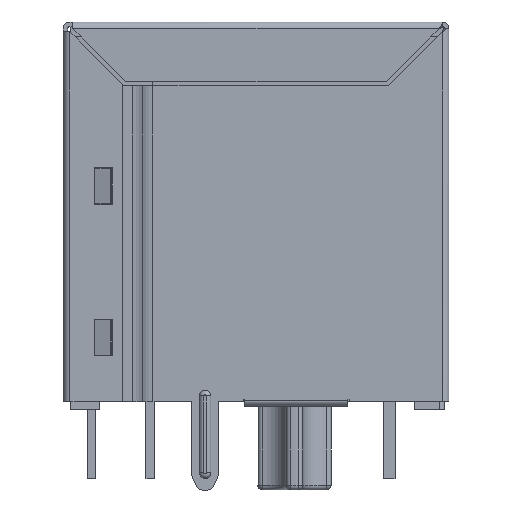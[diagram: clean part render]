
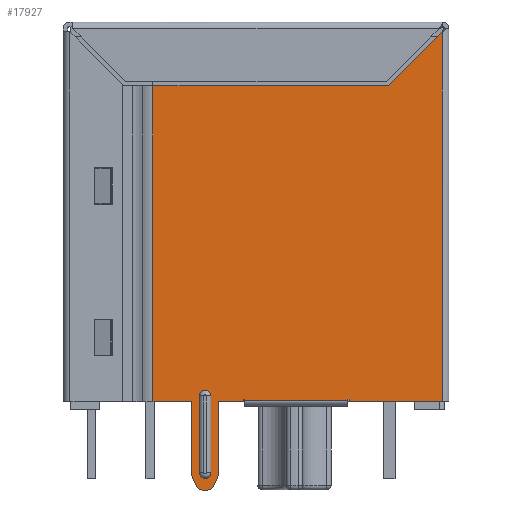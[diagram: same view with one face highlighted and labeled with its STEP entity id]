
A CAD part, left-side view. The second image highlights one B-rep face of the part: STEP entity #17927.
In plain terms, the highlighted planar face has unit normal (-1, 0, 0).
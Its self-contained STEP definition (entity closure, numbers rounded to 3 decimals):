
#596=PLANE('',#18815);
#842=LINE('',#23006,#2193);
#859=LINE('',#23036,#2210);
#863=LINE('',#23045,#2214);
#867=LINE('',#23053,#2218);
#869=LINE('',#23057,#2220);
#1270=LINE('',#25040,#2621);
#1385=LINE('',#25471,#2736);
#1387=LINE('',#25489,#2738);
#1390=LINE('',#25495,#2741);
#1391=LINE('',#25497,#2742);
#1393=LINE('',#25500,#2744);
#1396=LINE('',#25505,#2747);
#1398=LINE('',#25509,#2749);
#1425=LINE('',#25611,#2776);
#1429=LINE('',#25628,#2780);
#1432=LINE('',#25633,#2783);
#1457=LINE('',#25702,#2808);
#1499=LINE('',#25781,#2850);
#1500=LINE('',#25783,#2851);
#1501=LINE('',#25785,#2852);
#1502=LINE('',#25786,#2853);
#2193=VECTOR('',#19455,1000.);
#2210=VECTOR('',#19490,1000.);
#2214=VECTOR('',#19496,1000.);
#2218=VECTOR('',#19502,1000.);
#2220=VECTOR('',#19506,1000.);
#2621=VECTOR('',#20439,1000.);
#2736=VECTOR('',#20766,1000.);
#2738=VECTOR('',#20788,1000.);
#2741=VECTOR('',#20797,1000.);
#2742=VECTOR('',#20800,1000.);
#2744=VECTOR('',#20804,1000.);
#2747=VECTOR('',#20809,1000.);
#2749=VECTOR('',#20813,1000.);
#2776=VECTOR('',#20914,1000.);
#2780=VECTOR('',#20922,1000.);
#2783=VECTOR('',#20927,1000.);
#2808=VECTOR('',#20984,1000.);
#2850=VECTOR('',#21100,1000.);
#2851=VECTOR('',#21103,1000.);
#2852=VECTOR('',#21106,1000.);
#2853=VECTOR('',#21107,1000.);
#5471=ORIENTED_EDGE('',*,*,#8288,.F.);
#5472=ORIENTED_EDGE('',*,*,#7327,.T.);
#5473=ORIENTED_EDGE('',*,*,#8289,.T.);
#5474=ORIENTED_EDGE('',*,*,#7345,.T.);
#5475=ORIENTED_EDGE('',*,*,#7349,.T.);
#5476=ORIENTED_EDGE('',*,*,#8287,.T.);
#5477=ORIENTED_EDGE('',*,*,#8199,.T.);
#5478=ORIENTED_EDGE('',*,*,#8207,.T.);
#5479=ORIENTED_EDGE('',*,*,#8204,.T.);
#5480=ORIENTED_EDGE('',*,*,#7955,.T.);
#5481=ORIENTED_EDGE('',*,*,#8240,.T.);
#5482=ORIENTED_EDGE('',*,*,#8149,.T.);
#5483=ORIENTED_EDGE('',*,*,#7412,.T.);
#5484=ORIENTED_EDGE('',*,*,#8146,.T.);
#5485=ORIENTED_EDGE('',*,*,#7408,.T.);
#5486=ORIENTED_EDGE('',*,*,#8144,.T.);
#5487=ORIENTED_EDGE('',*,*,#7400,.T.);
#5488=ORIENTED_EDGE('',*,*,#8143,.T.);
#5489=ORIENTED_EDGE('',*,*,#7404,.T.);
#5490=ORIENTED_EDGE('',*,*,#8151,.T.);
#5491=ORIENTED_EDGE('',*,*,#8286,.T.);
#5492=ORIENTED_EDGE('',*,*,#7355,.F.);
#5493=ORIENTED_EDGE('',*,*,#7353,.F.);
#5494=ORIENTED_EDGE('',*,*,#8138,.F.);
#5495=ORIENTED_EDGE('',*,*,#8140,.T.);
#5496=ORIENTED_EDGE('',*,*,#8136,.F.);
#5497=ORIENTED_EDGE('',*,*,#8131,.T.);
#7327=EDGE_CURVE('',#9212,#9211,#842,.T.);
#7345=EDGE_CURVE('',#9216,#9215,#859,.T.);
#7349=EDGE_CURVE('',#9215,#9219,#863,.T.);
#7353=EDGE_CURVE('',#9222,#9223,#867,.T.);
#7355=EDGE_CURVE('',#9223,#9224,#869,.T.);
#7400=EDGE_CURVE('',#9269,#9268,#10417,.T.);
#7404=EDGE_CURVE('',#9273,#9272,#10419,.T.);
#7408=EDGE_CURVE('',#9277,#9276,#10421,.T.);
#7412=EDGE_CURVE('',#9281,#9280,#10423,.T.);
#7955=EDGE_CURVE('',#9653,#9655,#1270,.T.);
#8131=EDGE_CURVE('',#9770,#9769,#1385,.T.);
#8136=EDGE_CURVE('',#9770,#9772,#10522,.T.);
#8138=EDGE_CURVE('',#9775,#9769,#10524,.T.);
#8140=EDGE_CURVE('',#9775,#9772,#1387,.T.);
#8143=EDGE_CURVE('',#9268,#9273,#1390,.T.);
#8144=EDGE_CURVE('',#9276,#9269,#1391,.T.);
#8146=EDGE_CURVE('',#9280,#9277,#1393,.T.);
#8149=EDGE_CURVE('',#9777,#9281,#1396,.T.);
#8151=EDGE_CURVE('',#9272,#9778,#1398,.T.);
#8199=EDGE_CURVE('',#9808,#9807,#1425,.T.);
#8204=EDGE_CURVE('',#9811,#9653,#1429,.T.);
#8207=EDGE_CURVE('',#9807,#9811,#1432,.T.);
#8240=EDGE_CURVE('',#9655,#9777,#1457,.T.);
#8286=EDGE_CURVE('',#9778,#9224,#1499,.T.);
#8287=EDGE_CURVE('',#9219,#9808,#1500,.T.);
#8288=EDGE_CURVE('',#9212,#9222,#1501,.T.);
#8289=EDGE_CURVE('',#9211,#9216,#1502,.T.);
#9211=VERTEX_POINT('',#23005);
#9212=VERTEX_POINT('',#23007);
#9215=VERTEX_POINT('',#23035);
#9216=VERTEX_POINT('',#23037);
#9219=VERTEX_POINT('',#23044);
#9222=VERTEX_POINT('',#23052);
#9223=VERTEX_POINT('',#23054);
#9224=VERTEX_POINT('',#23058);
#9268=VERTEX_POINT('',#23157);
#9269=VERTEX_POINT('',#23159);
#9272=VERTEX_POINT('',#23166);
#9273=VERTEX_POINT('',#23168);
#9276=VERTEX_POINT('',#23175);
#9277=VERTEX_POINT('',#23177);
#9280=VERTEX_POINT('',#23184);
#9281=VERTEX_POINT('',#23186);
#9653=VERTEX_POINT('',#25035);
#9655=VERTEX_POINT('',#25039);
#9769=VERTEX_POINT('',#25470);
#9770=VERTEX_POINT('',#25472);
#9772=VERTEX_POINT('',#25478);
#9775=VERTEX_POINT('',#25485);
#9777=VERTEX_POINT('',#25506);
#9778=VERTEX_POINT('',#25510);
#9807=VERTEX_POINT('',#25610);
#9808=VERTEX_POINT('',#25612);
#9811=VERTEX_POINT('',#25629);
#10417=CIRCLE('',#18364,0.3);
#10419=CIRCLE('',#18367,0.3);
#10421=CIRCLE('',#18370,0.3);
#10423=CIRCLE('',#18373,0.3);
#10522=CIRCLE('',#18708,0.25);
#10524=CIRCLE('',#18711,0.25);
#11162=EDGE_LOOP('',(#5471,#5472,#5473,#5474,#5475,#5476,#5477,#5478,#5479,
#5480,#5481,#5482,#5483,#5484,#5485,#5486,#5487,#5488,#5489,#5490,#5491,
#5492,#5493));
#11163=EDGE_LOOP('',(#5494,#5495,#5496,#5497));
#11954=FACE_BOUND('',#11162,.T.);
#11955=FACE_BOUND('',#11163,.T.);
#17927=ADVANCED_FACE('',(#11954,#11955),#596,.T.);
#18364=AXIS2_PLACEMENT_3D('',#23158,#19594,#19595);
#18367=AXIS2_PLACEMENT_3D('',#23167,#19602,#19603);
#18370=AXIS2_PLACEMENT_3D('',#23176,#19610,#19611);
#18373=AXIS2_PLACEMENT_3D('',#23185,#19618,#19619);
#18708=AXIS2_PLACEMENT_3D('',#25481,#20776,#20777);
#18711=AXIS2_PLACEMENT_3D('',#25486,#20782,#20783);
#18815=AXIS2_PLACEMENT_3D('',#25784,#21104,#21105);
#19455=DIRECTION('',(0.,-1.,0.));
#19490=DIRECTION('',(0.,-1.,0.));
#19496=DIRECTION('',(0.,0.,-1.));
#19502=DIRECTION('',(0.,1.,0.));
#19506=DIRECTION('',(0.,0.,-1.));
#19594=DIRECTION('',(-1.,0.,0.));
#19595=DIRECTION('',(0.,-1.,0.));
#19602=DIRECTION('',(-1.,0.,0.));
#19603=DIRECTION('',(0.,-1.,0.));
#19610=DIRECTION('',(-1.,0.,0.));
#19611=DIRECTION('',(0.,-1.,0.));
#19618=DIRECTION('',(-1.,0.,0.));
#19619=DIRECTION('',(0.,-1.,0.));
#20439=DIRECTION('',(0.,0.,-1.));
#20766=DIRECTION('',(0.,0.,-1.));
#20776=DIRECTION('',(-1.,0.,0.));
#20777=DIRECTION('',(0.,-1.,0.));
#20782=DIRECTION('',(-1.,0.,0.));
#20783=DIRECTION('',(0.,-1.,0.));
#20788=DIRECTION('',(0.,0.,1.));
#20797=DIRECTION('',(0.,-0.41,0.912));
#20800=DIRECTION('',(0.,-1.,0.));
#20804=DIRECTION('',(0.,-0.41,-0.912));
#20809=DIRECTION('',(0.,0.,-1.));
#20813=DIRECTION('',(0.,0.,1.));
#20914=DIRECTION('',(0.,0.,1.));
#20922=DIRECTION('',(0.,1.,0.));
#20927=DIRECTION('',(0.,0.707,-0.707));
#20984=DIRECTION('',(0.,-1.,0.));
#21100=DIRECTION('',(0.,-1.,0.));
#21103=DIRECTION('',(0.,-1.,0.));
#21104=DIRECTION('',(-1.,0.,0.));
#21105=DIRECTION('',(0.,-1.,0.));
#21106=DIRECTION('',(0.,0.,1.));
#21107=DIRECTION('',(0.,0.,1.));
#23005=CARTESIAN_POINT('',(-8.,-2.325,0.4));
#23006=CARTESIAN_POINT('',(-8.,2.175,0.4));
#23007=CARTESIAN_POINT('',(-8.,2.175,0.4));
#23035=CARTESIAN_POINT('',(-8.,-2.375,0.45));
#23036=CARTESIAN_POINT('',(-8.,-2.375,0.45));
#23037=CARTESIAN_POINT('',(-8.,-2.325,0.45));
#23044=CARTESIAN_POINT('',(-8.,-2.375,0.35));
#23045=CARTESIAN_POINT('',(-8.,-2.375,0.35));
#23052=CARTESIAN_POINT('',(-8.,2.175,0.45));
#23053=CARTESIAN_POINT('',(-8.,2.225,0.45));
#23054=CARTESIAN_POINT('',(-8.,2.225,0.45));
#23057=CARTESIAN_POINT('',(-8.,2.225,0.35));
#23058=CARTESIAN_POINT('',(-8.,2.225,0.35));
#23157=CARTESIAN_POINT('',(-8.,3.515,-3.323));
#23158=CARTESIAN_POINT('',(-8.,3.789,-3.2));
#23159=CARTESIAN_POINT('',(-8.,3.789,-3.5));
#23166=CARTESIAN_POINT('',(-8.,3.325,-2.836));
#23167=CARTESIAN_POINT('',(-8.,3.625,-2.836));
#23168=CARTESIAN_POINT('',(-8.,3.351,-2.959));
#23175=CARTESIAN_POINT('',(-8.,4.011,-3.5));
#23176=CARTESIAN_POINT('',(-8.,4.011,-3.2));
#23177=CARTESIAN_POINT('',(-8.,4.285,-3.323));
#23184=CARTESIAN_POINT('',(-8.,4.449,-2.959));
#23185=CARTESIAN_POINT('',(-8.,4.175,-2.836));
#23186=CARTESIAN_POINT('',(-8.,4.475,-2.836));
#25035=CARTESIAN_POINT('',(-8.,6.17,14.116));
#25039=CARTESIAN_POINT('',(-8.,6.17,0.35));
#25040=CARTESIAN_POINT('',(-8.,6.17,14.116));
#25470=CARTESIAN_POINT('',(-8.,3.65,-2.75));
#25471=CARTESIAN_POINT('',(-8.,3.65,0.35));
#25472=CARTESIAN_POINT('',(-8.,3.65,0.6));
#25478=CARTESIAN_POINT('',(-8.,4.15,0.6));
#25481=CARTESIAN_POINT('',(-8.,3.9,0.6));
#25485=CARTESIAN_POINT('',(-8.,4.15,-2.75));
#25486=CARTESIAN_POINT('',(-8.,3.9,-2.75));
#25489=CARTESIAN_POINT('',(-8.,4.15,0.35));
#25495=CARTESIAN_POINT('',(-8.,3.595,-3.5));
#25497=CARTESIAN_POINT('',(-8.,4.205,-3.5));
#25500=CARTESIAN_POINT('',(-8.,4.475,-2.9));
#25505=CARTESIAN_POINT('',(-8.,4.475,0.35));
#25506=CARTESIAN_POINT('',(-8.,4.475,0.35));
#25509=CARTESIAN_POINT('',(-8.,3.325,-2.9));
#25510=CARTESIAN_POINT('',(-8.,3.325,0.35));
#25610=CARTESIAN_POINT('',(-8.,-6.43,16.47));
#25611=CARTESIAN_POINT('',(-8.,-6.43,0.35));
#25612=CARTESIAN_POINT('',(-8.,-6.43,0.35));
#25628=CARTESIAN_POINT('',(-8.,-4.076,14.116));
#25629=CARTESIAN_POINT('',(-8.,-4.076,14.116));
#25633=CARTESIAN_POINT('',(-8.,-6.56,16.6));
#25702=CARTESIAN_POINT('',(-8.,6.17,0.35));
#25781=CARTESIAN_POINT('',(-8.,6.17,0.35));
#25783=CARTESIAN_POINT('',(-8.,6.17,0.35));
#25784=CARTESIAN_POINT('',(-8.,-6.56,0.35));
#25785=CARTESIAN_POINT('',(-8.,2.175,0.35));
#25786=CARTESIAN_POINT('',(-8.,-2.325,0.35));
